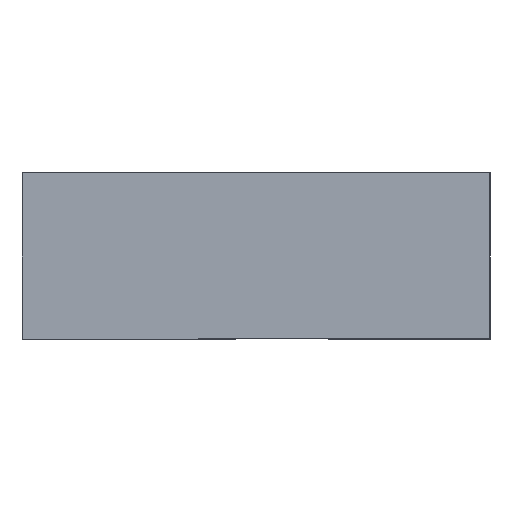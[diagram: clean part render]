
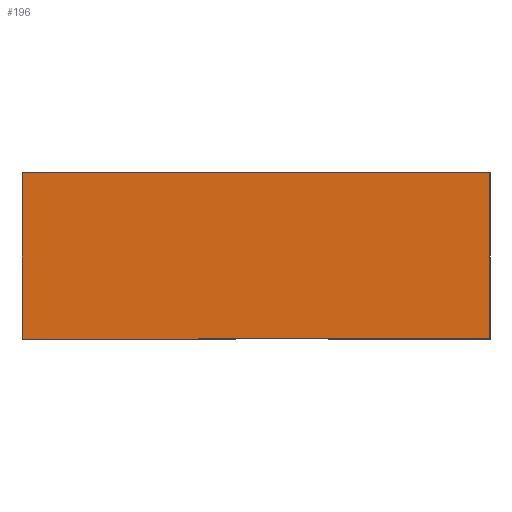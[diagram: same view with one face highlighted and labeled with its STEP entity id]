
A CAD part, left-side view. The second image highlights one B-rep face of the part: STEP entity #196.
In plain terms, the highlighted planar face has unit normal (-1, 0, 0).
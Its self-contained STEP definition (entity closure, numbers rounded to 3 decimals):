
#43 = VERTEX_POINT('',#44);
#44 = CARTESIAN_POINT('',(-17.5,-4.505,0.01));
#50 = EDGE_CURVE('',#51,#43,#53,.T.);
#51 = VERTEX_POINT('',#52);
#52 = CARTESIAN_POINT('',(-17.5,1.095,0.01));
#53 = LINE('',#54,#55);
#54 = CARTESIAN_POINT('',(-17.5,-4.505,0.01));
#55 = VECTOR('',#56,1.);
#56 = DIRECTION('',(0.,-1.,0.));
#196 = ADVANCED_FACE('',(#197),#238,.F.);
#197 = FACE_BOUND('',#198,.T.);
#198 = EDGE_LOOP('',(#199,#209,#217,#223,#224,#232));
#199 = ORIENTED_EDGE('',*,*,#200,.T.);
#200 = EDGE_CURVE('',#201,#203,#205,.T.);
#201 = VERTEX_POINT('',#202);
#202 = CARTESIAN_POINT('',(-17.5,4.495,3.21));
#203 = VERTEX_POINT('',#204);
#204 = CARTESIAN_POINT('',(-17.5,4.495,0.));
#205 = LINE('',#206,#207);
#206 = CARTESIAN_POINT('',(-17.5,4.495,3.21));
#207 = VECTOR('',#208,1.);
#208 = DIRECTION('',(0.,0.,-1.));
#209 = ORIENTED_EDGE('',*,*,#210,.F.);
#210 = EDGE_CURVE('',#211,#203,#213,.T.);
#211 = VERTEX_POINT('',#212);
#212 = CARTESIAN_POINT('',(-17.5,1.095,0.));
#213 = LINE('',#214,#215);
#214 = CARTESIAN_POINT('',(-17.5,4.495,0.));
#215 = VECTOR('',#216,1.);
#216 = DIRECTION('',(0.,1.,0.));
#217 = ORIENTED_EDGE('',*,*,#218,.T.);
#218 = EDGE_CURVE('',#211,#51,#219,.T.);
#219 = LINE('',#220,#221);
#220 = CARTESIAN_POINT('',(-17.5,1.095,0.));
#221 = VECTOR('',#222,1.);
#222 = DIRECTION('',(0.,0.,1.));
#223 = ORIENTED_EDGE('',*,*,#50,.T.);
#224 = ORIENTED_EDGE('',*,*,#225,.F.);
#225 = EDGE_CURVE('',#226,#43,#228,.T.);
#226 = VERTEX_POINT('',#227);
#227 = CARTESIAN_POINT('',(-17.5,-4.505,3.21));
#228 = LINE('',#229,#230);
#229 = CARTESIAN_POINT('',(-17.5,-4.505,3.21));
#230 = VECTOR('',#231,1.);
#231 = DIRECTION('',(0.,0.,-1.));
#232 = ORIENTED_EDGE('',*,*,#233,.F.);
#233 = EDGE_CURVE('',#201,#226,#234,.T.);
#234 = LINE('',#235,#236);
#235 = CARTESIAN_POINT('',(-17.5,-4.505,3.21));
#236 = VECTOR('',#237,1.);
#237 = DIRECTION('',(0.,-1.,0.));
#238 = PLANE('',#239);
#239 = AXIS2_PLACEMENT_3D('',#240,#241,#242);
#240 = CARTESIAN_POINT('',(-17.5,-4.505,3.21));
#241 = DIRECTION('',(1.,0.,0.));
#242 = DIRECTION('',(0.,1.,0.));
